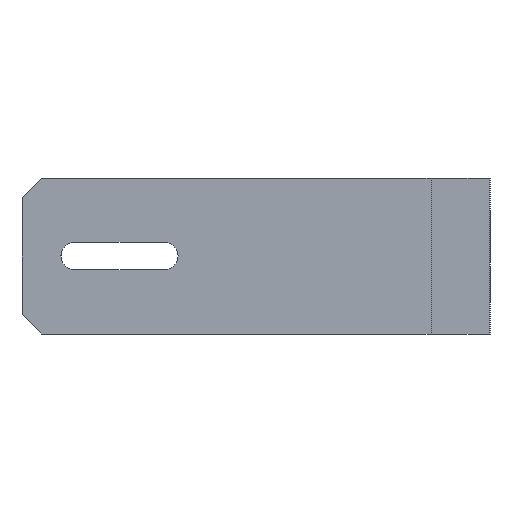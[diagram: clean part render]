
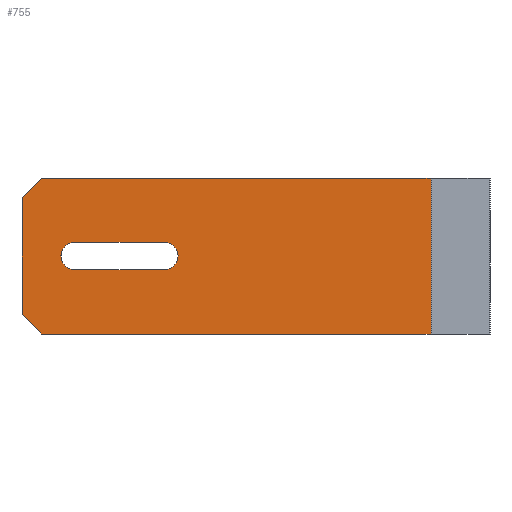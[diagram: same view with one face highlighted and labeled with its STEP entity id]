
A CAD part, left-side view. The second image highlights one B-rep face of the part: STEP entity #755.
In plain terms, the highlighted planar face has unit normal (-1, 0, 0).
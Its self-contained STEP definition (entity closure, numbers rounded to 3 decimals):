
#12 = EDGE_CURVE ( 'NONE', #1031, #1461, #409, .T. ) ;
#19 = ORIENTED_EDGE ( 'NONE', *, *, #809, .T. ) ;
#33 = DIRECTION ( 'NONE',  ( 0., 0., -1. ) ) ;
#69 = VECTOR ( 'NONE', #343, 1000. ) ;
#123 = VECTOR ( 'NONE', #1297, 1000. ) ;
#126 = EDGE_CURVE ( 'NONE', #864, #217, #222, .T. ) ;
#133 = CARTESIAN_POINT ( 'NONE',  ( -67., 113., 0. ) ) ;
#148 = ORIENTED_EDGE ( 'NONE', *, *, #323, .T. ) ;
#160 = CARTESIAN_POINT ( 'NONE',  ( -67., 113., 40. ) ) ;
#187 = VERTEX_POINT ( 'NONE', #381 ) ;
#196 = DIRECTION ( 'NONE',  ( 0., 0., -1. ) ) ;
#206 = CARTESIAN_POINT ( 'NONE',  ( -67., 15., 40. ) ) ;
#217 = VERTEX_POINT ( 'NONE', #1426 ) ;
#222 = LINE ( 'NONE', #436, #808 ) ;
#243 = CARTESIAN_POINT ( 'NONE',  ( -67., 15., 40. ) ) ;
#249 = VERTEX_POINT ( 'NONE', #1653 ) ;
#263 = CARTESIAN_POINT ( 'NONE',  ( -67., 104.5, 23.5 ) ) ;
#281 = DIRECTION ( 'NONE',  ( 0., 1., 0. ) ) ;
#285 = VERTEX_POINT ( 'NONE', #406 ) ;
#289 = CARTESIAN_POINT ( 'NONE',  ( -67., 104.5, 16.5 ) ) ;
#291 = LINE ( 'NONE', #263, #123 ) ;
#298 = CARTESIAN_POINT ( 'NONE',  ( -67., 118., 40. ) ) ;
#299 = DIRECTION ( 'NONE',  ( 0., 0., -1. ) ) ;
#314 = DIRECTION ( 'NONE',  ( 0., 0.707, -0.707 ) ) ;
#323 = EDGE_CURVE ( 'NONE', #187, #1050, #1457, .T. ) ;
#328 = VERTEX_POINT ( 'NONE', #1673 ) ;
#336 = LINE ( 'NONE', #1248, #940 ) ;
#343 = DIRECTION ( 'NONE',  ( 0., -0.707, -0.707 ) ) ;
#381 = CARTESIAN_POINT ( 'NONE',  ( -67., 118., 5. ) ) ;
#400 = DIRECTION ( 'NONE',  ( 0., 0., -1. ) ) ;
#406 = CARTESIAN_POINT ( 'NONE',  ( -67., 13., 40. ) ) ;
#409 = CIRCLE ( 'NONE', #1600, 3.5 ) ;
#436 = CARTESIAN_POINT ( 'NONE',  ( -67., 118., 35. ) ) ;
#452 = VECTOR ( 'NONE', #1519, 1000. ) ;
#459 = ORIENTED_EDGE ( 'NONE', *, *, #857, .T. ) ;
#467 = EDGE_LOOP ( 'NONE', ( #996, #148, #459, #630, #1096, #19, #698, #1605 ) ) ;
#505 = CARTESIAN_POINT ( 'NONE',  ( -67., 15., 0. ) ) ;
#514 = LINE ( 'NONE', #505, #452 ) ;
#515 = VECTOR ( 'NONE', #1156, 1000. ) ;
#557 = CARTESIAN_POINT ( 'NONE',  ( -67., 81.5, 20. ) ) ;
#587 = DIRECTION ( 'NONE',  ( 1., 0., 0. ) ) ;
#630 = ORIENTED_EDGE ( 'NONE', *, *, #1280, .F. ) ;
#652 = CARTESIAN_POINT ( 'NONE',  ( -67., 104.5, 20. ) ) ;
#657 = LINE ( 'NONE', #298, #694 ) ;
#661 = LINE ( 'NONE', #243, #1058 ) ;
#694 = VECTOR ( 'NONE', #33, 1000. ) ;
#698 = ORIENTED_EDGE ( 'NONE', *, *, #811, .F. ) ;
#719 = FACE_OUTER_BOUND ( 'NONE', #467, .T. ) ;
#751 = CARTESIAN_POINT ( 'NONE',  ( -67., 104.5, 16.5 ) ) ;
#755 = ADVANCED_FACE ( 'NONE', ( #1191, #719 ), #1632, .F. ) ;
#807 = ORIENTED_EDGE ( 'NONE', *, *, #1546, .T. ) ;
#808 = VECTOR ( 'NONE', #314, 1000. ) ;
#809 = EDGE_CURVE ( 'NONE', #285, #328, #661, .T. ) ;
#811 = EDGE_CURVE ( 'NONE', #864, #328, #336, .T. ) ;
#833 = DIRECTION ( 'NONE',  ( 1., 0., 0. ) ) ;
#857 = EDGE_CURVE ( 'NONE', #1050, #249, #514, .T. ) ;
#864 = VERTEX_POINT ( 'NONE', #160 ) ;
#889 = VERTEX_POINT ( 'NONE', #1384 ) ;
#938 = CARTESIAN_POINT ( 'NONE',  ( -67., 81.5, 16.5 ) ) ;
#940 = VECTOR ( 'NONE', #1174, 1000. ) ;
#987 = CIRCLE ( 'NONE', #1257, 3.5 ) ;
#990 = VECTOR ( 'NONE', #281, 1000. ) ;
#992 = CARTESIAN_POINT ( 'NONE',  ( -67., 13., 40. ) ) ;
#996 = ORIENTED_EDGE ( 'NONE', *, *, #1207, .T. ) ;
#1022 = ORIENTED_EDGE ( 'NONE', *, *, #1328, .T. ) ;
#1031 = VERTEX_POINT ( 'NONE', #1688 ) ;
#1040 = CARTESIAN_POINT ( 'NONE',  ( -67., 104.5, 23.5 ) ) ;
#1050 = VERTEX_POINT ( 'NONE', #1433 ) ;
#1058 = VECTOR ( 'NONE', #1367, 1000. ) ;
#1091 = EDGE_CURVE ( 'NONE', #285, #889, #1421, .T. ) ;
#1096 = ORIENTED_EDGE ( 'NONE', *, *, #1091, .F. ) ;
#1144 = VECTOR ( 'NONE', #1463, 1000. ) ;
#1156 = DIRECTION ( 'NONE',  ( 0., 1., 0. ) ) ;
#1167 = DIRECTION ( 'NONE',  ( 1., 0., 0. ) ) ;
#1171 = EDGE_CURVE ( 'NONE', #1461, #1532, #1239, .T. ) ;
#1174 = DIRECTION ( 'NONE',  ( 0., -1., 0. ) ) ;
#1180 = CARTESIAN_POINT ( 'NONE',  ( -67., 15., 0. ) ) ;
#1191 = FACE_BOUND ( 'NONE', #1543, .T. ) ;
#1207 = EDGE_CURVE ( 'NONE', #217, #187, #657, .T. ) ;
#1239 = LINE ( 'NONE', #751, #515 ) ;
#1248 = CARTESIAN_POINT ( 'NONE',  ( -67., 15., 40. ) ) ;
#1255 = LINE ( 'NONE', #1180, #990 ) ;
#1257 = AXIS2_PLACEMENT_3D ( 'NONE', #652, #1167, #400 ) ;
#1280 = EDGE_CURVE ( 'NONE', #889, #249, #1255, .T. ) ;
#1297 = DIRECTION ( 'NONE',  ( 0., -1., 0. ) ) ;
#1328 = EDGE_CURVE ( 'NONE', #1331, #1031, #291, .T. ) ;
#1331 = VERTEX_POINT ( 'NONE', #1040 ) ;
#1361 = AXIS2_PLACEMENT_3D ( 'NONE', #206, #587, #299 ) ;
#1367 = DIRECTION ( 'NONE',  ( 0., 1., 0. ) ) ;
#1384 = CARTESIAN_POINT ( 'NONE',  ( -67., 13., 0. ) ) ;
#1421 = LINE ( 'NONE', #992, #1144 ) ;
#1426 = CARTESIAN_POINT ( 'NONE',  ( -67., 118., 35. ) ) ;
#1433 = CARTESIAN_POINT ( 'NONE',  ( -67., 113., 0. ) ) ;
#1457 = LINE ( 'NONE', #133, #69 ) ;
#1461 = VERTEX_POINT ( 'NONE', #938 ) ;
#1463 = DIRECTION ( 'NONE',  ( 0., 0., -1. ) ) ;
#1486 = ORIENTED_EDGE ( 'NONE', *, *, #12, .T. ) ;
#1519 = DIRECTION ( 'NONE',  ( 0., -1., 0. ) ) ;
#1532 = VERTEX_POINT ( 'NONE', #289 ) ;
#1543 = EDGE_LOOP ( 'NONE', ( #1658, #807, #1022, #1486 ) ) ;
#1546 = EDGE_CURVE ( 'NONE', #1532, #1331, #987, .T. ) ;
#1600 = AXIS2_PLACEMENT_3D ( 'NONE', #557, #833, #196 ) ;
#1605 = ORIENTED_EDGE ( 'NONE', *, *, #126, .T. ) ;
#1632 = PLANE ( 'NONE',  #1361 ) ;
#1653 = CARTESIAN_POINT ( 'NONE',  ( -67., 15., 0. ) ) ;
#1658 = ORIENTED_EDGE ( 'NONE', *, *, #1171, .T. ) ;
#1673 = CARTESIAN_POINT ( 'NONE',  ( -67., 15., 40. ) ) ;
#1688 = CARTESIAN_POINT ( 'NONE',  ( -67., 81.5, 23.5 ) ) ;
